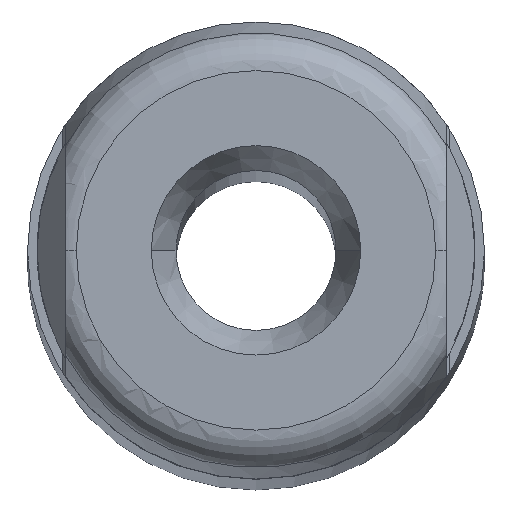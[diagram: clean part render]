
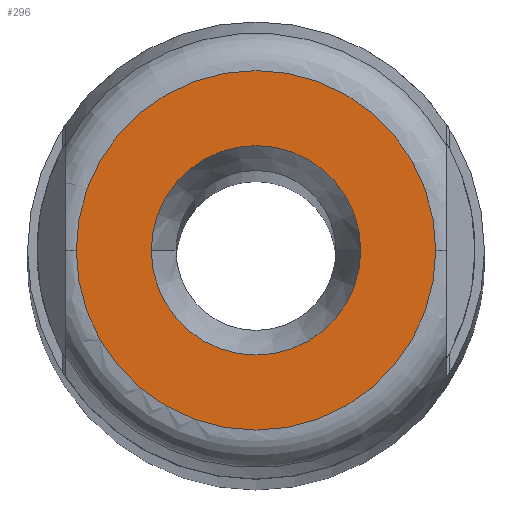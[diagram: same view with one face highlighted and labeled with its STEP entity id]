
A CAD part, top view. The second image highlights one B-rep face of the part: STEP entity #296.
In plain terms, the highlighted planar face has unit normal (0, 0, 1).
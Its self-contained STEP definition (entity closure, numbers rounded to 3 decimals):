
#136 = EDGE_CURVE ( 'NONE', #154, #163, #1167, .T. ) ;
#147 = EDGE_CURVE ( 'NONE', #182, #181, #1175, .T. ) ;
#154 = VERTEX_POINT ( 'NONE', #618 ) ;
#163 = VERTEX_POINT ( 'NONE', #584 ) ;
#181 = VERTEX_POINT ( 'NONE', #660 ) ;
#182 = VERTEX_POINT ( 'NONE', #672 ) ;
#247 = ORIENTED_EDGE ( 'NONE', *, *, #147, .T. ) ;
#249 = ORIENTED_EDGE ( 'NONE', *, *, #136, .F. ) ;
#250 = ORIENTED_EDGE ( 'NONE', *, *, #253, .T. ) ;
#253 = EDGE_CURVE ( 'NONE', #181, #182, #827, .T. ) ;
#255 = EDGE_LOOP ( 'NONE', ( #247, #250 ) ) ;
#264 = EDGE_LOOP ( 'NONE', ( #274, #249 ) ) ;
#274 = ORIENTED_EDGE ( 'NONE', *, *, #276, .F. ) ;
#276 = EDGE_CURVE ( 'NONE', #163, #154, #908, .T. ) ;
#296 = ADVANCED_FACE ( 'NONE', ( #944, #956 ), #942, .F. ) ;
#584 = CARTESIAN_POINT ( 'NONE',  ( 2.75, 0., 0. ) ) ;
#618 = CARTESIAN_POINT ( 'NONE',  ( -2.75, 0., 0. ) ) ;
#660 = CARTESIAN_POINT ( 'NONE',  ( -4.72, 0., 0. ) ) ;
#672 = CARTESIAN_POINT ( 'NONE',  ( 4.72, 0., 0. ) ) ;
#816 = DIRECTION ( 'NONE',  ( 1., 0., 0. ) ) ;
#817 = DIRECTION ( 'NONE',  ( 0., 0., 1. ) ) ;
#827 = CIRCLE ( 'NONE', #844, 4.72 ) ;
#844 = AXIS2_PLACEMENT_3D ( 'NONE', #848, #817, #816 ) ;
#848 = CARTESIAN_POINT ( 'NONE',  ( 0., 0., 0. ) ) ;
#908 = CIRCLE ( 'NONE', #925, 2.75 ) ;
#914 = DIRECTION ( 'NONE',  ( 0., 0., 1. ) ) ;
#915 = DIRECTION ( 'NONE',  ( 1., 0., 0. ) ) ;
#917 = CARTESIAN_POINT ( 'NONE',  ( 0., 0., 0. ) ) ;
#925 = AXIS2_PLACEMENT_3D ( 'NONE', #917, #914, #915 ) ;
#939 = CARTESIAN_POINT ( 'NONE',  ( 0., 0., 0. ) ) ;
#942 = PLANE ( 'NONE',  #957 ) ;
#943 = DIRECTION ( 'NONE',  ( 0., 0., -1. ) ) ;
#944 = FACE_BOUND ( 'NONE', #264, .T. ) ;
#951 = DIRECTION ( 'NONE',  ( -1., 0., 0. ) ) ;
#956 = FACE_OUTER_BOUND ( 'NONE', #255, .T. ) ;
#957 = AXIS2_PLACEMENT_3D ( 'NONE', #939, #943, #951 ) ;
#1108 = CARTESIAN_POINT ( 'NONE',  ( 0., 0., 0. ) ) ;
#1164 = DIRECTION ( 'NONE',  ( 1., 0., 0. ) ) ;
#1165 = DIRECTION ( 'NONE',  ( 0., 0., 1. ) ) ;
#1166 = AXIS2_PLACEMENT_3D ( 'NONE', #1108, #1165, #1164 ) ;
#1167 = CIRCLE ( 'NONE', #1166, 2.75 ) ;
#1171 = DIRECTION ( 'NONE',  ( 1., 0., 0. ) ) ;
#1172 = DIRECTION ( 'NONE',  ( 0., 0., 1. ) ) ;
#1173 = CARTESIAN_POINT ( 'NONE',  ( 0., 0., 0. ) ) ;
#1174 = AXIS2_PLACEMENT_3D ( 'NONE', #1173, #1172, #1171 ) ;
#1175 = CIRCLE ( 'NONE', #1174, 4.72 ) ;
